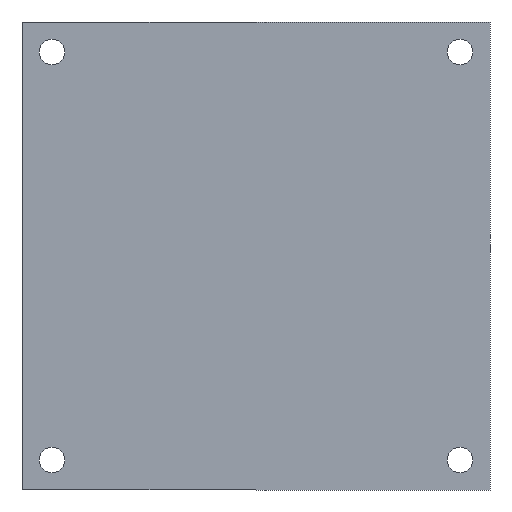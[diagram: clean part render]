
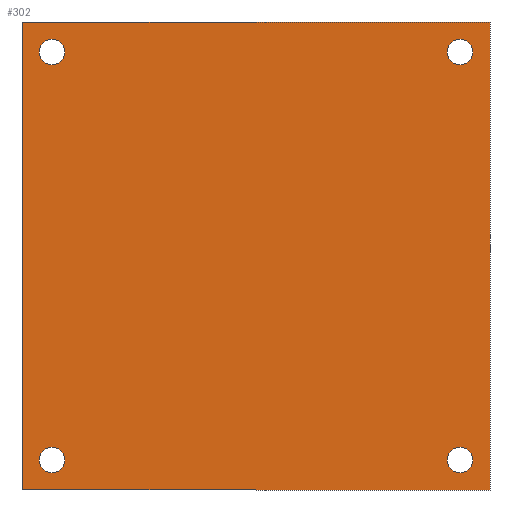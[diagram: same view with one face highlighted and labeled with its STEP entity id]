
A CAD part, front view. The second image highlights one B-rep face of the part: STEP entity #302.
In plain terms, the highlighted planar face has unit normal (0, -1, 0).
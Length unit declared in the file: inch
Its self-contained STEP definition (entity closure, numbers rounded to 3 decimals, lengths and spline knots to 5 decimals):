
#4 = CARTESIAN_POINT ( 'NONE',  ( -2.125, 0., 2.125 ) ) ;
#8 = FACE_BOUND ( 'NONE', #496, .T. ) ;
#14 = DIRECTION ( 'NONE',  ( 0., 0., -1. ) ) ;
#19 = ORIENTED_EDGE ( 'NONE', *, *, #283, .T. ) ;
#23 = DIRECTION ( 'NONE',  ( 0., 1., 0. ) ) ;
#30 = AXIS2_PLACEMENT_3D ( 'NONE', #209, #494, #500 ) ;
#46 = CARTESIAN_POINT ( 'NONE',  ( -2.125, 0., -2.125 ) ) ;
#51 = CARTESIAN_POINT ( 'NONE',  ( -2.4375, 0., -2.4375 ) ) ;
#53 = LINE ( 'NONE', #51, #407 ) ;
#55 = VERTEX_POINT ( 'NONE', #486 ) ;
#59 = FACE_BOUND ( 'NONE', #123, .T. ) ;
#63 = AXIS2_PLACEMENT_3D ( 'NONE', #261, #23, #14 ) ;
#64 = ORIENTED_EDGE ( 'NONE', *, *, #480, .T. ) ;
#70 = ORIENTED_EDGE ( 'NONE', *, *, #114, .T. ) ;
#71 = CARTESIAN_POINT ( 'NONE',  ( 2.4375, 0., 2.4375 ) ) ;
#94 = DIRECTION ( 'NONE',  ( 0., 0., 1. ) ) ;
#102 = VERTEX_POINT ( 'NONE', #71 ) ;
#114 = EDGE_CURVE ( 'NONE', #144, #144, #317, .T. ) ;
#121 = DIRECTION ( 'NONE',  ( 0., 0., -1. ) ) ;
#123 = EDGE_LOOP ( 'NONE', ( #19 ) ) ;
#142 = CARTESIAN_POINT ( 'NONE',  ( -2.4375, 0., -2.4375 ) ) ;
#144 = VERTEX_POINT ( 'NONE', #518 ) ;
#147 = CARTESIAN_POINT ( 'NONE',  ( 2.125, 0., 1.9925 ) ) ;
#150 = AXIS2_PLACEMENT_3D ( 'NONE', #46, #198, #121 ) ;
#153 = FACE_BOUND ( 'NONE', #383, .T. ) ;
#159 = VECTOR ( 'NONE', #478, 39.37008 ) ;
#164 = CARTESIAN_POINT ( 'NONE',  ( 2.125, 0., 2.125 ) ) ;
#167 = VERTEX_POINT ( 'NONE', #406 ) ;
#173 = CARTESIAN_POINT ( 'NONE',  ( 2.4375, 0., -2.4375 ) ) ;
#178 = DIRECTION ( 'NONE',  ( 0., 1., 0. ) ) ;
#187 = EDGE_CURVE ( 'NONE', #424, #424, #357, .T. ) ;
#192 = EDGE_CURVE ( 'NONE', #102, #55, #262, .T. ) ;
#198 = DIRECTION ( 'NONE',  ( 0., 1., 0. ) ) ;
#203 = CARTESIAN_POINT ( 'NONE',  ( -2.4375, 0., 2.4375 ) ) ;
#209 = CARTESIAN_POINT ( 'NONE',  ( -2.4375, 0., -2.4375 ) ) ;
#225 = FACE_OUTER_BOUND ( 'NONE', #300, .T. ) ;
#232 = VECTOR ( 'NONE', #363, 39.37008 ) ;
#242 = ORIENTED_EDGE ( 'NONE', *, *, #258, .T. ) ;
#246 = LINE ( 'NONE', #425, #159 ) ;
#258 = EDGE_CURVE ( 'NONE', #55, #427, #53, .T. ) ;
#261 = CARTESIAN_POINT ( 'NONE',  ( 2.125, 0., -2.125 ) ) ;
#262 = LINE ( 'NONE', #203, #232 ) ;
#269 = ORIENTED_EDGE ( 'NONE', *, *, #187, .T. ) ;
#273 = ORIENTED_EDGE ( 'NONE', *, *, #521, .T. ) ;
#282 = PLANE ( 'NONE',  #30 ) ;
#283 = EDGE_CURVE ( 'NONE', #296, #296, #476, .T. ) ;
#284 = FACE_BOUND ( 'NONE', #490, .T. ) ;
#296 = VERTEX_POINT ( 'NONE', #351 ) ;
#300 = EDGE_LOOP ( 'NONE', ( #442, #333, #242, #273 ) ) ;
#302 = ADVANCED_FACE ( 'NONE', ( #225, #153, #59, #284, #8 ), #282, .T. ) ;
#315 = LINE ( 'NONE', #173, #339 ) ;
#317 = CIRCLE ( 'NONE', #150, 0.1325 ) ;
#330 = VERTEX_POINT ( 'NONE', #473 ) ;
#333 = ORIENTED_EDGE ( 'NONE', *, *, #192, .T. ) ;
#334 = DIRECTION ( 'NONE',  ( 0., 0., -1. ) ) ;
#338 = AXIS2_PLACEMENT_3D ( 'NONE', #164, #492, #448 ) ;
#339 = VECTOR ( 'NONE', #94, 39.37008 ) ;
#351 = CARTESIAN_POINT ( 'NONE',  ( -2.125, 0., 1.9925 ) ) ;
#357 = CIRCLE ( 'NONE', #338, 0.1325 ) ;
#363 = DIRECTION ( 'NONE',  ( -1., 0., 0. ) ) ;
#368 = EDGE_CURVE ( 'NONE', #167, #102, #315, .T. ) ;
#383 = EDGE_LOOP ( 'NONE', ( #70 ) ) ;
#391 = CIRCLE ( 'NONE', #63, 0.1325 ) ;
#406 = CARTESIAN_POINT ( 'NONE',  ( 2.4375, 0., -2.4375 ) ) ;
#407 = VECTOR ( 'NONE', #412, 39.37008 ) ;
#412 = DIRECTION ( 'NONE',  ( 0., 0., -1. ) ) ;
#424 = VERTEX_POINT ( 'NONE', #147 ) ;
#425 = CARTESIAN_POINT ( 'NONE',  ( -2.4375, 0., -2.4375 ) ) ;
#427 = VERTEX_POINT ( 'NONE', #142 ) ;
#442 = ORIENTED_EDGE ( 'NONE', *, *, #368, .T. ) ;
#448 = DIRECTION ( 'NONE',  ( 0., 0., -1. ) ) ;
#451 = AXIS2_PLACEMENT_3D ( 'NONE', #4, #178, #334 ) ;
#473 = CARTESIAN_POINT ( 'NONE',  ( 2.125, 0., -2.2575 ) ) ;
#476 = CIRCLE ( 'NONE', #451, 0.1325 ) ;
#478 = DIRECTION ( 'NONE',  ( 1., 0., 0. ) ) ;
#480 = EDGE_CURVE ( 'NONE', #330, #330, #391, .T. ) ;
#486 = CARTESIAN_POINT ( 'NONE',  ( -2.4375, 0., 2.4375 ) ) ;
#490 = EDGE_LOOP ( 'NONE', ( #64 ) ) ;
#492 = DIRECTION ( 'NONE',  ( 0., 1., 0. ) ) ;
#494 = DIRECTION ( 'NONE',  ( 0., -1., 0. ) ) ;
#496 = EDGE_LOOP ( 'NONE', ( #269 ) ) ;
#500 = DIRECTION ( 'NONE',  ( 0., 0., -1. ) ) ;
#518 = CARTESIAN_POINT ( 'NONE',  ( -2.125, 0., -2.2575 ) ) ;
#521 = EDGE_CURVE ( 'NONE', #427, #167, #246, .T. ) ;
